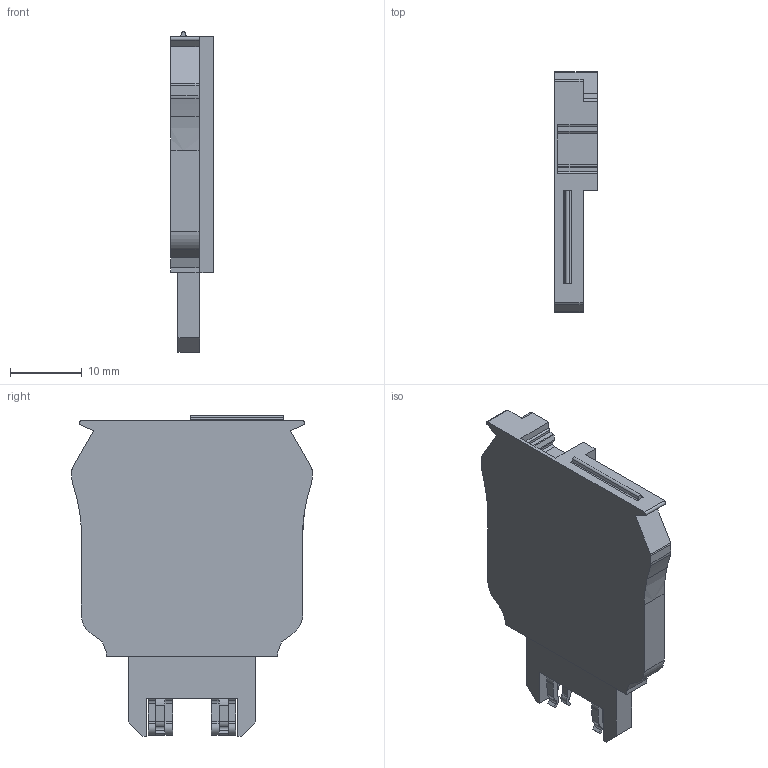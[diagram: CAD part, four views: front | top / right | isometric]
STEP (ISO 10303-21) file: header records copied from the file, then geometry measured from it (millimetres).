
FILE_DESCRIPTION(('CATIA V5R19 STEP'),'2;1');
FILE_NAME ('6597088_4', '2014-11-28T09:28:46+00:00', ('Weidmueller Interface'), ('Weidmueller'), 'CATIA Version 5 Release 20 SP 5 (IN-10)', 'CATIA V5 STEP AP214', 'none');
FILE_SCHEMA(('AUTOMOTIVE_DESIGN { 1 0 10303 214 1 1 1 1 }'));
Length unit declared in the file: millimetre
Products named in the file (1): 9537550000_SIHA_1-G20
Bounding box: 5.95 x 33.38 x 44.59 mm (x, y, z)
Volume: 5217.5 mm3; surface area: 3191.7 mm2
Topology: 1 solids, 1 shells, 166 faces, 485 edges, 328 vertices
Faces by surface type: plane 110, cylinder 53, bspline 3
Entity records: 5433 total; most frequent: CARTESIAN_POINT 1119, ORIENTED_EDGE 970, DIRECTION 750, EDGE_CURVE 485, VECTOR 352, LINE 352, VERTEX_POINT 328, AXIS2_PLACEMENT_3D 253
